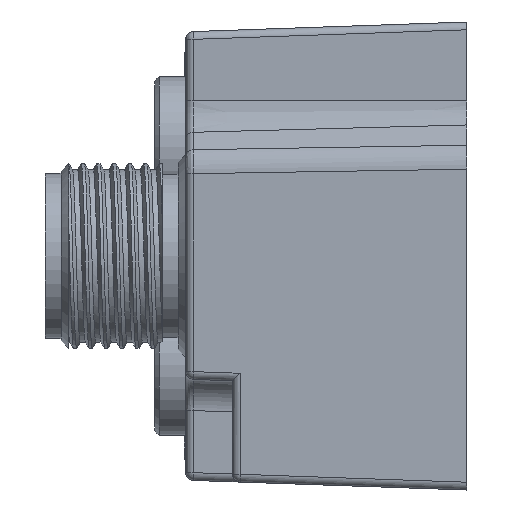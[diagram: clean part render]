
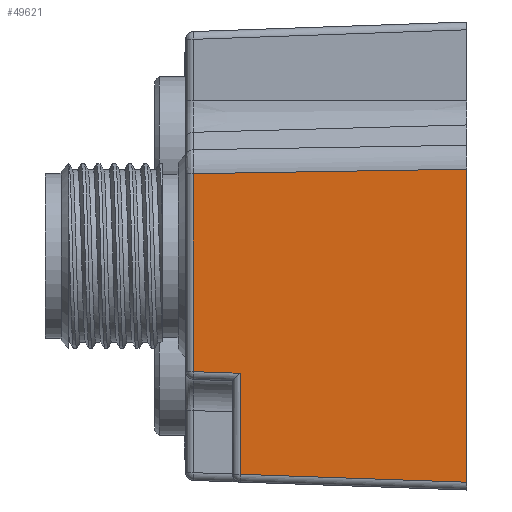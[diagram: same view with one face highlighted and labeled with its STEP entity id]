
A CAD part, left-side view. The second image highlights one B-rep face of the part: STEP entity #49621.
In plain terms, the highlighted planar face has unit normal (-0.999, 0.035, 0).
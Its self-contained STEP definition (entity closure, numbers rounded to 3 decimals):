
#3450 = CARTESIAN_POINT ( 'NONE',  ( -118.134, 22.337, -14.476 ) ) ;
#5890 = CARTESIAN_POINT ( 'NONE',  ( -118.134, 22.337, -13.993 ) ) ;
#6970 = ORIENTED_EDGE ( 'NONE', *, *, #48290, .T. ) ;
#8928 = VECTOR ( 'NONE', #63170, 1000. ) ;
#9456 = DIRECTION ( 'NONE',  ( -0.035, -0.999, -0.035 ) ) ;
#9635 = CARTESIAN_POINT ( 'NONE',  ( -118.641, 7.819, 5.564 ) ) ;
#9727 = CARTESIAN_POINT ( 'NONE',  ( -118.134, 22.337, -7.517 ) ) ;
#9851 = CARTESIAN_POINT ( 'NONE',  ( -118.642, 7.802, -14.501 ) ) ;
#11228 = EDGE_CURVE ( 'NONE', #82871, #42240, #62295, .T. ) ;
#11866 = EDGE_CURVE ( 'NONE', #68120, #13583, #62309, .T. ) ;
#13484 = ORIENTED_EDGE ( 'NONE', *, *, #51663, .T. ) ;
#13506 = DIRECTION ( 'NONE',  ( -0.035, -0.999, 0. ) ) ;
#13537 = LINE ( 'NONE', #18134, #49157 ) ;
#13583 = VERTEX_POINT ( 'NONE', #38585 ) ;
#18134 = CARTESIAN_POINT ( 'NONE',  ( -118.65, 7.576, -8.033 ) ) ;
#23749 = DIRECTION ( 'NONE',  ( 0., 0., -1. ) ) ;
#26633 = PLANE ( 'NONE',  #46160 ) ;
#26708 = EDGE_LOOP ( 'NONE', ( #43659, #72022, #32286, #6970, #13484, #76531 ) ) ;
#32286 = ORIENTED_EDGE ( 'NONE', *, *, #58432, .T. ) ;
#37407 = VECTOR ( 'NONE', #45121, 1000. ) ;
#38481 = FACE_OUTER_BOUND ( 'NONE', #26708, .T. ) ;
#38585 = CARTESIAN_POINT ( 'NONE',  ( -118.029, 25.337, 5.277 ) ) ;
#40143 = CARTESIAN_POINT ( 'NONE',  ( -118.641, 7.819, -15. ) ) ;
#42183 = LINE ( 'NONE', #3450, #75715 ) ;
#42240 = VERTEX_POINT ( 'NONE', #61656 ) ;
#42300 = VECTOR ( 'NONE', #57292, 1000. ) ;
#43659 = ORIENTED_EDGE ( 'NONE', *, *, #56289, .T. ) ;
#44406 = LINE ( 'NONE', #50844, #42300 ) ;
#45121 = DIRECTION ( 'NONE',  ( 0., 0., 1. ) ) ;
#46160 = AXIS2_PLACEMENT_3D ( 'NONE', #40143, #53636, #13506 ) ;
#48290 = EDGE_CURVE ( 'NONE', #61675, #73347, #13537, .T. ) ;
#49157 = VECTOR ( 'NONE', #51562, 1000. ) ;
#49621 = ADVANCED_FACE ( 'NONE', ( #38481 ), #26633, .T. ) ;
#50844 = CARTESIAN_POINT ( 'NONE',  ( -118.029, 25.337, -7.895 ) ) ;
#51562 = DIRECTION ( 'NONE',  ( -0.035, -0.999, -0.035 ) ) ;
#51663 = EDGE_CURVE ( 'NONE', #73347, #82871, #42183, .T. ) ;
#53636 = DIRECTION ( 'NONE',  ( -0.999, 0.035, 0. ) ) ;
#56234 = CARTESIAN_POINT ( 'NONE',  ( -118.641, 7.819, -15. ) ) ;
#56289 = EDGE_CURVE ( 'NONE', #42240, #68120, #68844, .T. ) ;
#57292 = DIRECTION ( 'NONE',  ( 0., 0., -1. ) ) ;
#58363 = CARTESIAN_POINT ( 'NONE',  ( -118.029, 25.337, -7.412 ) ) ;
#58432 = EDGE_CURVE ( 'NONE', #13583, #61675, #44406, .T. ) ;
#61656 = CARTESIAN_POINT ( 'NONE',  ( -118.641, 7.819, -14.5 ) ) ;
#61675 = VERTEX_POINT ( 'NONE', #58363 ) ;
#62295 = LINE ( 'NONE', #9851, #78063 ) ;
#62309 = LINE ( 'NONE', #62992, #8928 ) ;
#62992 = CARTESIAN_POINT ( 'NONE',  ( -118.629, 8.155, 5.558 ) ) ;
#63170 = DIRECTION ( 'NONE',  ( 0.035, 0.999, -0.016 ) ) ;
#68120 = VERTEX_POINT ( 'NONE', #9635 ) ;
#68844 = LINE ( 'NONE', #56234, #37407 ) ;
#72022 = ORIENTED_EDGE ( 'NONE', *, *, #11866, .T. ) ;
#73347 = VERTEX_POINT ( 'NONE', #9727 ) ;
#75715 = VECTOR ( 'NONE', #23749, 1000. ) ;
#76531 = ORIENTED_EDGE ( 'NONE', *, *, #11228, .T. ) ;
#78063 = VECTOR ( 'NONE', #9456, 1000. ) ;
#82871 = VERTEX_POINT ( 'NONE', #5890 ) ;
